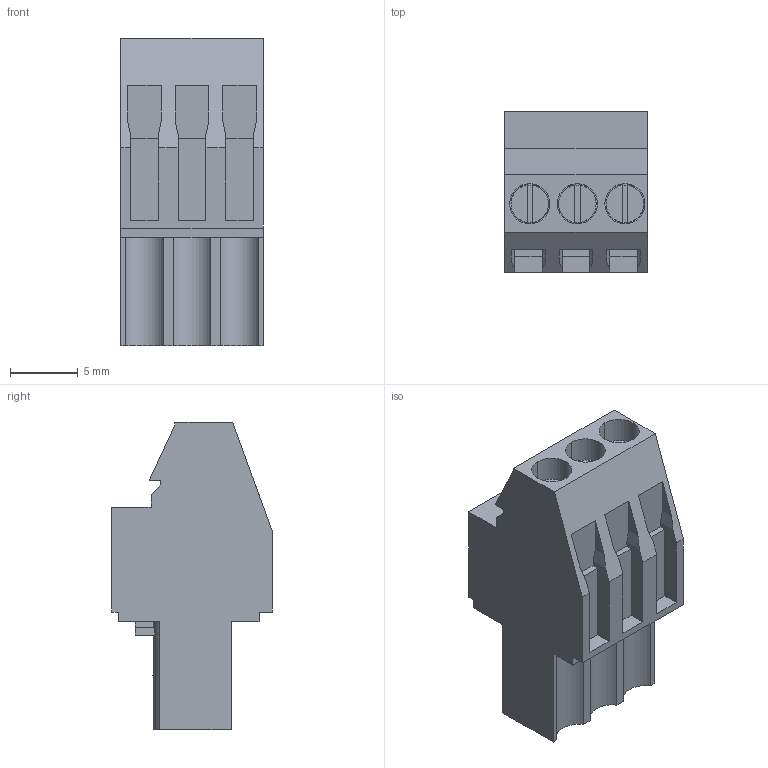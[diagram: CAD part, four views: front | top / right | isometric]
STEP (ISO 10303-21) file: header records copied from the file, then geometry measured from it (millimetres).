
FILE_DESCRIPTION(('CATIA V5 STEP Exchange','CAx-IF Rec.Pracs.--- Model Styling and Organization---1.2---2011-12-15'),'2;1');
FILE_NAME ('D1454030_0_1638790000_1638790000.stp','2017-03-10T10:17:37+00:00',('none'),('Weidmueller'),'CATIA Version 5-6 Release 2014','CATIA V5 STEP AP214','none');
FILE_SCHEMA(('AUTOMOTIVE_DESIGN { 1 0 10303 214 1 1 1 1 }'));
Length unit declared in the file: millimetre
Products named in the file (1): 1638790000
Bounding box: 10.5 x 11.83 x 22.6 mm (x, y, z)
Volume: 1615.4 mm3; surface area: 1509.8 mm2
Topology: 4 solids, 4 shells, 190 faces, 516 edges, 346 vertices
Faces by surface type: plane 166, cylinder 24
Entity records: 5739 total; most frequent: ORIENTED_EDGE 1032, CARTESIAN_POINT 1022, DIRECTION 834, EDGE_CURVE 516, VECTOR 438, LINE 438, VERTEX_POINT 346, AXIS2_PLACEMENT_3D 238
